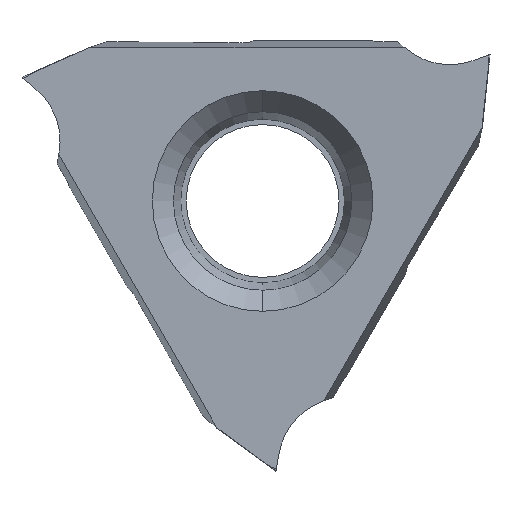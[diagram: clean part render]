
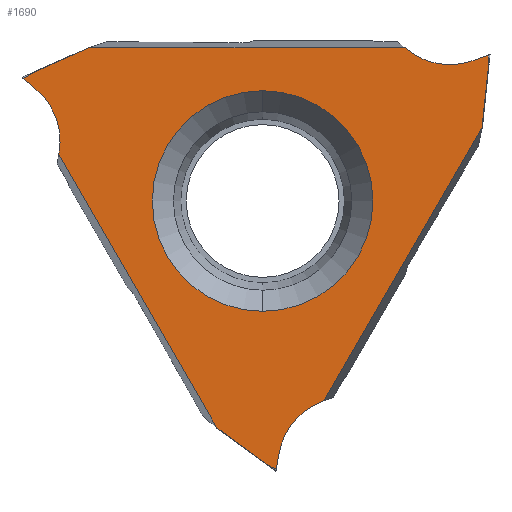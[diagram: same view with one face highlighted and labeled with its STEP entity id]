
A CAD part, left-side view. The second image highlights one B-rep face of the part: STEP entity #1690.
In plain terms, the highlighted planar face has unit normal (-1, 0, 0).
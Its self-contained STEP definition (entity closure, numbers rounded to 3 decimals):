
#188=CARTESIAN_POINT('',(0.,0.,0.));
#189=DIRECTION('',(1.,0.,0.));
#190=DIRECTION('',(0.,0.,1.));
#191=AXIS2_PLACEMENT_3D('',#188,#189,#190);
#196=CARTESIAN_POINT('',(0.,0.,0.));
#197=DIRECTION('',(1.,0.,0.));
#198=DIRECTION('',(0.,0.,-1.));
#199=AXIS2_PLACEMENT_3D('',#196,#197,#198);
#204=CARTESIAN_POINT('',(0.,-0.091,-7.732));
#205=CARTESIAN_POINT('',(0.,0.388,-7.384));
#206=CARTESIAN_POINT('',(0.,0.866,-7.036));
#207=CARTESIAN_POINT('',(0.,1.345,-6.688));
#212=DIRECTION('',(0.,0.5,0.866));
#213=VECTOR('',#212,9.319);
#214=CARTESIAN_POINT('',(0.,1.345,-6.688));
#215=LINE('',#214,#213);
#219=CARTESIAN_POINT('',(0.,6.005,1.382));
#220=CARTESIAN_POINT('',(0.,5.967,1.575));
#221=CARTESIAN_POINT('',(0.,5.952,1.94));
#222=CARTESIAN_POINT('',(0.,6.062,2.44));
#223=CARTESIAN_POINT('',(0.,6.291,2.898));
#224=CARTESIAN_POINT('',(0.,6.531,3.172));
#225=CARTESIAN_POINT('',(0.,6.682,3.299));
#230=DIRECTION('',(0.,0.766,0.643));
#231=VECTOR('',#230,0.482);
#232=CARTESIAN_POINT('',(0.,6.682,
3.299));
#233=LINE('',#232,#231);
#237=DIRECTION('',(0.,-0.866,0.5));
#238=VECTOR('',#237,0.357);
#239=CARTESIAN_POINT('',(0.,7.051,3.608));
#240=LINE('',#239,#238);
#244=CARTESIAN_POINT('',(0.,6.742,3.787));
#245=CARTESIAN_POINT('',(0.,6.201,4.028));
#246=CARTESIAN_POINT('',(0.,5.66,4.268));
#247=CARTESIAN_POINT('',(0.,5.119,4.509));
#252=DIRECTION('',(0.,1.,0.));
#253=VECTOR('',#252,9.319);
#254=CARTESIAN_POINT('',(0.,-4.199,4.509));
#255=LINE('',#254,#253);
#259=CARTESIAN_POINT('',(0.,-4.199,4.509));
#260=CARTESIAN_POINT('',(0.,-4.348,4.38));
#261=CARTESIAN_POINT('',(0.,-4.656,4.185));
#262=CARTESIAN_POINT('',(0.,-5.144,4.029));
#263=CARTESIAN_POINT('',(0.,-5.655,3.999));
#264=CARTESIAN_POINT('',(0.,-6.013,4.07));
#265=CARTESIAN_POINT('',(0.,-6.198,4.137));
#270=DIRECTION('',(0.,-0.94,0.342));
#271=VECTOR('',#270,0.482);
#272=CARTESIAN_POINT('',(0.,-6.198,4.137));
#273=LINE('',#272,#271);
#277=DIRECTION('',(0.,0.,-1.));
#278=VECTOR('',#277,0.357);
#279=CARTESIAN_POINT('',(0.,-6.65,4.302));
#280=LINE('',#279,#278);
#284=CARTESIAN_POINT('',(0.,-6.465,2.179));
#285=CARTESIAN_POINT('',(0.,-6.527,2.768));
#286=CARTESIAN_POINT('',(0.,-6.588,3.356));
#287=CARTESIAN_POINT('',(0.,-6.65,3.945));
#292=DIRECTION('',(0.,-0.5,0.866));
#293=VECTOR('',#292,9.319);
#294=CARTESIAN_POINT('',(0.,-1.805,-5.891));
#295=LINE('',#294,#293);
#299=CARTESIAN_POINT('',(0.,-1.805,-5.891));
#300=CARTESIAN_POINT('',(0.,-1.619,-5.955));
#301=CARTESIAN_POINT('',(0.,-1.296,-6.125));
#302=CARTESIAN_POINT('',(0.,-0.918,-6.469));
#303=CARTESIAN_POINT('',(0.,-0.636,-6.897));
#304=CARTESIAN_POINT('',(0.,-0.518,-7.242));
#305=CARTESIAN_POINT('',(0.,-0.484,-7.436));
#310=DIRECTION('',(0.,0.174,-0.985));
#311=VECTOR('',#310,0.482);
#312=CARTESIAN_POINT('',(0.,-0.484,
-7.436));
#313=LINE('',#312,#311);
#317=DIRECTION('',(0.,0.866,0.5));
#318=VECTOR('',#317,0.357);
#319=CARTESIAN_POINT('',(0.,-0.4,-7.91));
#320=LINE('',#319,#318);
#441=CARTESIAN_POINT('',(0.,1.345,-6.688));
#690=CARTESIAN_POINT('',(0.,-6.465,2.179));
#782=CARTESIAN_POINT('',(0.,-6.65,4.302));
#811=CARTESIAN_POINT('',(0.,-6.65,3.945));
#1019=CARTESIAN_POINT('',(0.,5.119,4.509));
#1391=CARTESIAN_POINT('',(0.,0.,3.25));
#1392=CARTESIAN_POINT('',(0.,0.,-3.25));
#1393=VERTEX_POINT('',#1391);
#1394=VERTEX_POINT('',#1392);
#1395=VERTEX_POINT('',#259);
#1396=VERTEX_POINT('',#265);
#1401=VERTEX_POINT('',#299);
#1402=VERTEX_POINT('',#305);
#1403=CARTESIAN_POINT('',(0.,-0.4,-7.91));
#1404=VERTEX_POINT('',#1403);
#1406=VERTEX_POINT('',#219);
#1407=VERTEX_POINT('',#225);
#1408=CARTESIAN_POINT('',(0.,7.051,3.608));
#1409=VERTEX_POINT('',#1408);
#1420=VERTEX_POINT('',#782);
#1493=VERTEX_POINT('',#441);
#1494=VERTEX_POINT('',#204);
#1505=VERTEX_POINT('',#1019);
#1506=VERTEX_POINT('',#244);
#1516=VERTEX_POINT('',#811);
#1519=VERTEX_POINT('',#690);
#1648=CARTESIAN_POINT('',(0.,0.,0.));
#1649=DIRECTION('',(-1.,0.,0.));
#1650=DIRECTION('',(0.,-1.,0.));
#1651=AXIS2_PLACEMENT_3D('',#1648,#1649,#1650);
#1652=PLANE('',#1651);
#1654=ORIENTED_EDGE('',*,*,#1653,.T.);
#1656=ORIENTED_EDGE('',*,*,#1655,.T.);
#1658=ORIENTED_EDGE('',*,*,#1657,.T.);
#1660=ORIENTED_EDGE('',*,*,#1659,.T.);
#1662=ORIENTED_EDGE('',*,*,#1661,.T.);
#1664=ORIENTED_EDGE('',*,*,#1663,.T.);
#1666=ORIENTED_EDGE('',*,*,#1665,.F.);
#1668=ORIENTED_EDGE('',*,*,#1667,.T.);
#1670=ORIENTED_EDGE('',*,*,#1669,.T.);
#1672=ORIENTED_EDGE('',*,*,#1671,.T.);
#1674=ORIENTED_EDGE('',*,*,#1673,.F.);
#1676=ORIENTED_EDGE('',*,*,#1675,.F.);
#1678=ORIENTED_EDGE('',*,*,#1677,.T.);
#1680=ORIENTED_EDGE('',*,*,#1679,.T.);
#1682=ORIENTED_EDGE('',*,*,#1681,.T.);
#1683=EDGE_LOOP('',(#1654,#1656,#1658,#1660,#1662,#1664,#1666,#1668,#1670,#1672,
#1674,#1676,#1678,#1680,#1682));
#1684=FACE_OUTER_BOUND('',#1683,.F.);
#1686=ORIENTED_EDGE('',*,*,#1685,.F.);
#1687=ORIENTED_EDGE('',*,*,#1638,.F.);
#1688=EDGE_LOOP('',(#1686,#1687));
#1689=FACE_BOUND('',#1688,.F.);
#192=CIRCLE('',#191,3.25);
#200=CIRCLE('',#199,3.25);
#208=B_SPLINE_CURVE_WITH_KNOTS('',3,(#204,#205,#206,#207),.UNSPECIFIED.,.F.,.F.,
(4,4),(0.,1.),.UNSPECIFIED.);
#226=B_SPLINE_CURVE_WITH_KNOTS('',3,(#219,#220,#221,#222,#223,#224,#225),
.UNSPECIFIED.,.F.,.F.,(4,1,1,1,4),(0.,0.25,0.5,0.75,1.),
.UNSPECIFIED.);
#248=B_SPLINE_CURVE_WITH_KNOTS('',3,(#244,#245,#246,#247),.UNSPECIFIED.,.F.,.F.,
(4,4),(0.,1.),.UNSPECIFIED.);
#266=B_SPLINE_CURVE_WITH_KNOTS('',3,(#259,#260,#261,#262,#263,#264,#265),
.UNSPECIFIED.,.F.,.F.,(4,1,1,1,4),(0.,0.25,0.5,0.75,1.),
.UNSPECIFIED.);
#288=B_SPLINE_CURVE_WITH_KNOTS('',3,(#284,#285,#286,#287),.UNSPECIFIED.,.F.,.F.,
(4,4),(0.,1.),.UNSPECIFIED.);
#306=B_SPLINE_CURVE_WITH_KNOTS('',3,(#299,#300,#301,#302,#303,#304,#305),
.UNSPECIFIED.,.F.,.F.,(4,1,1,1,4),(0.,0.25,0.5,0.75,1.),
.UNSPECIFIED.);
#1638=EDGE_CURVE('',#1394,#1393,#200,.T.);
#1653=EDGE_CURVE('',#1494,#1493,#208,.T.);
#1655=EDGE_CURVE('',#1493,#1406,#215,.T.);
#1657=EDGE_CURVE('',#1406,#1407,#226,.T.);
#1659=EDGE_CURVE('',#1407,#1409,#233,.T.);
#1661=EDGE_CURVE('',#1409,#1506,#240,.T.);
#1663=EDGE_CURVE('',#1506,#1505,#248,.T.);
#1665=EDGE_CURVE('',#1395,#1505,#255,.T.);
#1667=EDGE_CURVE('',#1395,#1396,#266,.T.);
#1669=EDGE_CURVE('',#1396,#1420,#273,.T.);
#1671=EDGE_CURVE('',#1420,#1516,#280,.T.);
#1673=EDGE_CURVE('',#1519,#1516,#288,.T.);
#1675=EDGE_CURVE('',#1401,#1519,#295,.T.);
#1677=EDGE_CURVE('',#1401,#1402,#306,.T.);
#1679=EDGE_CURVE('',#1402,#1404,#313,.T.);
#1681=EDGE_CURVE('',#1404,#1494,#320,.T.);
#1685=EDGE_CURVE('',#1393,#1394,#192,.T.);
#1690=ADVANCED_FACE('',(#1684,#1689),#1652,.T.);
